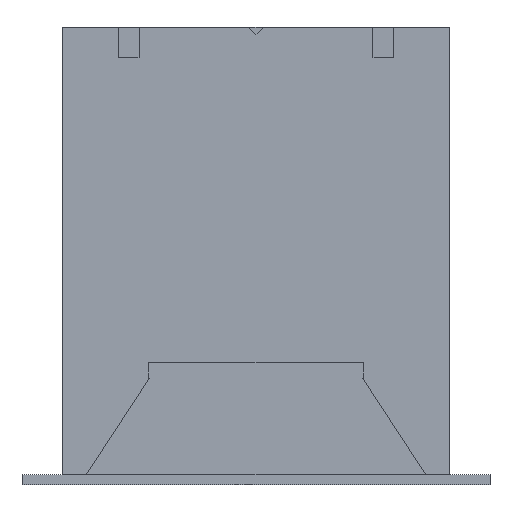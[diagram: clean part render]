
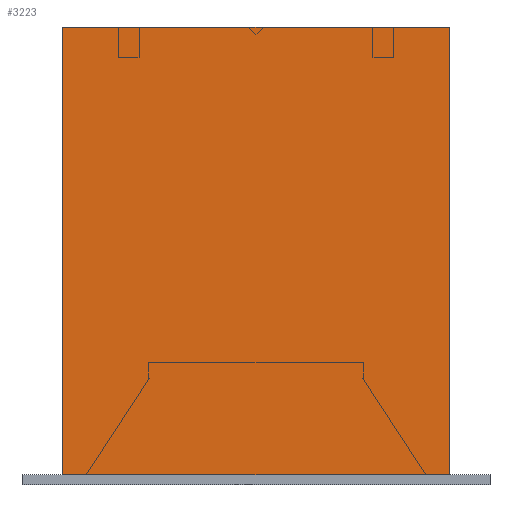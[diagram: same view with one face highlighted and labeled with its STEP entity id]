
A CAD part, front view. The second image highlights one B-rep face of the part: STEP entity #3223.
In plain terms, the highlighted planar face has unit normal (0, -1, 0).
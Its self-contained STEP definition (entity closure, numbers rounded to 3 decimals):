
#225=FACE_OUTER_BOUND('',#436,.T.);
#436=EDGE_LOOP('',(#2864,#2865,#2866,#2867));
#841=LINE('',#5055,#1270);
#858=LINE('',#5092,#1287);
#862=LINE('',#5099,#1291);
#865=LINE('',#5104,#1294);
#1270=VECTOR('',#4159,76.);
#1287=VECTOR('',#4196,76.);
#1291=VECTOR('',#4202,88.);
#1294=VECTOR('',#4209,88.);
#1565=VERTEX_POINT('',#5048);
#1568=VERTEX_POINT('',#5053);
#1577=VERTEX_POINT('',#5090);
#1578=VERTEX_POINT('',#5091);
#1985=EDGE_CURVE('',#1568,#1565,#841,.T.);
#2002=EDGE_CURVE('',#1577,#1578,#858,.T.);
#2006=EDGE_CURVE('',#1578,#1565,#862,.T.);
#2009=EDGE_CURVE('',#1568,#1577,#865,.T.);
#2864=ORIENTED_EDGE('',*,*,#1985,.F.);
#2865=ORIENTED_EDGE('',*,*,#2009,.T.);
#2866=ORIENTED_EDGE('',*,*,#2002,.T.);
#2867=ORIENTED_EDGE('',*,*,#2006,.T.);
#3045=PLANE('',#3424);
#3223=ADVANCED_FACE('',(#225),#3045,.F.);
#3424=AXIS2_PLACEMENT_3D('',#5105,#4210,#4211);
#4159=DIRECTION('',(-1.,0.,0.));
#4196=DIRECTION('',(-1.,0.,0.));
#4202=DIRECTION('',(0.,0.,-1.));
#4209=DIRECTION('',(0.,0.,1.));
#4210=DIRECTION('center_axis',(0.,1.,0.));
#4211=DIRECTION('ref_axis',(0.,0.,1.));
#5048=CARTESIAN_POINT('',(-38.,-565.25,0.));
#5053=CARTESIAN_POINT('',(38.,-565.25,0.));
#5055=CARTESIAN_POINT('',(38.,-565.25,0.));
#5090=CARTESIAN_POINT('',(38.,-565.25,88.));
#5091=CARTESIAN_POINT('',(-38.,-565.25,88.));
#5092=CARTESIAN_POINT('',(38.,-565.25,88.));
#5099=CARTESIAN_POINT('',(-38.,-565.25,88.));
#5104=CARTESIAN_POINT('',(38.,-565.25,0.));
#5105=CARTESIAN_POINT('Origin',(0.,-565.25,44.));
